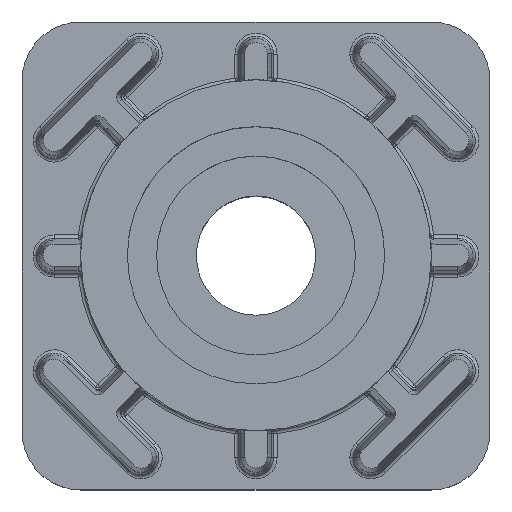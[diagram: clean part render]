
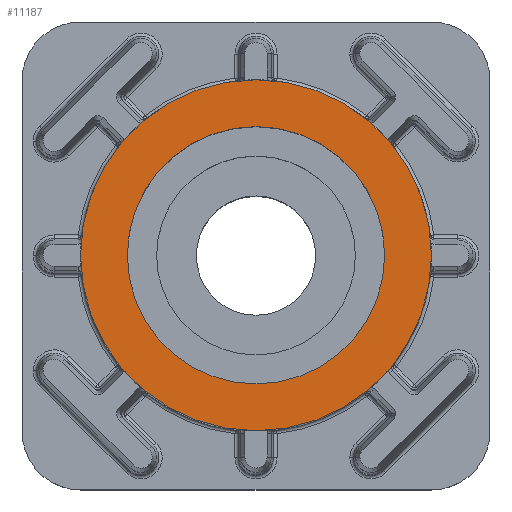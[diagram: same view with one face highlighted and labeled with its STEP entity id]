
A CAD part, top view. The second image highlights one B-rep face of the part: STEP entity #11187.
In plain terms, the highlighted planar face has unit normal (0, 0, 1).
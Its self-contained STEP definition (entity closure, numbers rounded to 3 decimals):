
#162 = ORIENTED_EDGE ( 'NONE', *, *, #1127, .F. ) ;
#606 = EDGE_CURVE ( 'NONE', #2040, #7492, #6860, .T. ) ;
#624 = CARTESIAN_POINT ( 'NONE',  ( 0., 0., 43. ) ) ;
#1127 = EDGE_CURVE ( 'NONE', #3836, #7413, #6283, .T. ) ;
#1531 = DIRECTION ( 'NONE',  ( 1., 0., 0. ) ) ;
#1564 = PLANE ( 'NONE',  #5864 ) ;
#1571 = CARTESIAN_POINT ( 'NONE',  ( -11., 0., 43. ) ) ;
#2040 = VERTEX_POINT ( 'NONE', #11611 ) ;
#2115 = EDGE_LOOP ( 'NONE', ( #162, #2662 ) ) ;
#2662 = ORIENTED_EDGE ( 'NONE', *, *, #3560, .F. ) ;
#2759 = CARTESIAN_POINT ( 'NONE',  ( 0., 0., 43. ) ) ;
#3372 = DIRECTION ( 'NONE',  ( 0., 0., 1. ) ) ;
#3560 = EDGE_CURVE ( 'NONE', #7413, #3836, #6467, .T. ) ;
#3657 = DIRECTION ( 'NONE',  ( 1., 0., 0. ) ) ;
#3836 = VERTEX_POINT ( 'NONE', #1571 ) ;
#3864 = AXIS2_PLACEMENT_3D ( 'NONE', #624, #7018, #1531 ) ;
#4093 = DIRECTION ( 'NONE',  ( 0., 0., 1. ) ) ;
#4262 = CARTESIAN_POINT ( 'NONE',  ( 0., 0., 43. ) ) ;
#4539 = AXIS2_PLACEMENT_3D ( 'NONE', #9609, #4093, #10525 ) ;
#4771 = CARTESIAN_POINT ( 'NONE',  ( 11., 0., 43. ) ) ;
#5319 = DIRECTION ( 'NONE',  ( 0., 0., 1. ) ) ;
#5417 = ORIENTED_EDGE ( 'NONE', *, *, #8119, .T. ) ;
#5512 = AXIS2_PLACEMENT_3D ( 'NONE', #2759, #9188, #3657 ) ;
#5864 = AXIS2_PLACEMENT_3D ( 'NONE', #4262, #3372, #9809 ) ;
#6078 = CIRCLE ( 'NONE', #3864, 15. ) ;
#6283 = CIRCLE ( 'NONE', #5512, 11. ) ;
#6467 = CIRCLE ( 'NONE', #4539, 11. ) ;
#6581 = AXIS2_PLACEMENT_3D ( 'NONE', #10819, #5319, #11742 ) ;
#6858 = FACE_BOUND ( 'NONE', #2115, .T. ) ;
#6860 = CIRCLE ( 'NONE', #6581, 15. ) ;
#6959 = ORIENTED_EDGE ( 'NONE', *, *, #606, .T. ) ;
#7018 = DIRECTION ( 'NONE',  ( 0., 0., 1. ) ) ;
#7413 = VERTEX_POINT ( 'NONE', #4771 ) ;
#7492 = VERTEX_POINT ( 'NONE', #9421 ) ;
#8119 = EDGE_CURVE ( 'NONE', #7492, #2040, #6078, .T. ) ;
#9188 = DIRECTION ( 'NONE',  ( 0., 0., 1. ) ) ;
#9421 = CARTESIAN_POINT ( 'NONE',  ( -15., 0., 43. ) ) ;
#9609 = CARTESIAN_POINT ( 'NONE',  ( 0., 0., 43. ) ) ;
#9809 = DIRECTION ( 'NONE',  ( 1., 0., 0. ) ) ;
#9830 = EDGE_LOOP ( 'NONE', ( #5417, #6959 ) ) ;
#10525 = DIRECTION ( 'NONE',  ( 1., 0., 0. ) ) ;
#10819 = CARTESIAN_POINT ( 'NONE',  ( 0., 0., 43. ) ) ;
#11187 = ADVANCED_FACE ( 'NONE', ( #6858, #11469 ), #1564, .T. ) ;
#11469 = FACE_OUTER_BOUND ( 'NONE', #9830, .T. ) ;
#11611 = CARTESIAN_POINT ( 'NONE',  ( 15., 0., 43. ) ) ;
#11742 = DIRECTION ( 'NONE',  ( 1., 0., 0. ) ) ;
